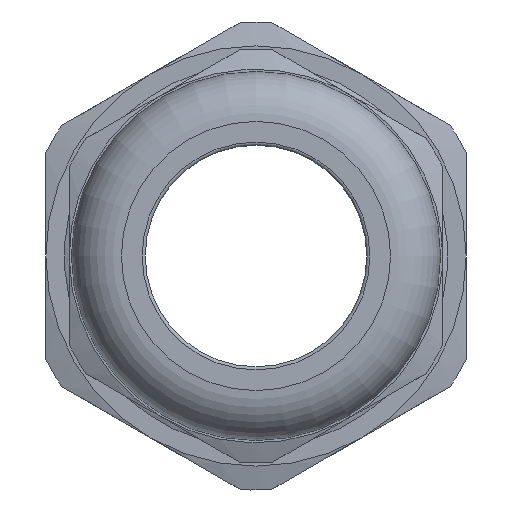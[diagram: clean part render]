
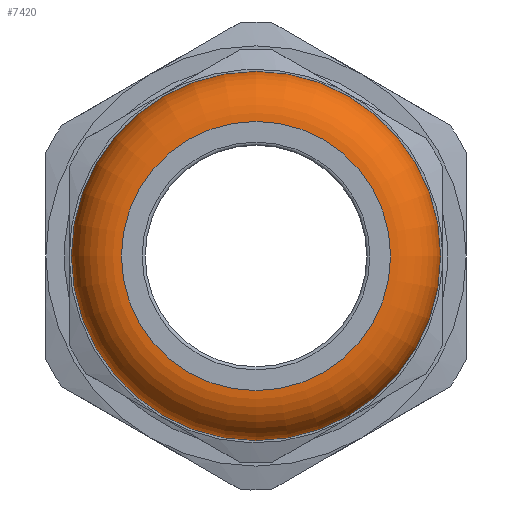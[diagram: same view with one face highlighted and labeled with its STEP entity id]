
A CAD part, left-side view. The second image highlights one B-rep face of the part: STEP entity #7420.
In plain terms, the highlighted toroidal (fillet/blend) face has major radius 8.645 mm and minor radius 3.21 mm.
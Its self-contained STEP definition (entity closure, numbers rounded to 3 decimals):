
#449=FACE_BOUND('',#1514,.T.);
#513=TOROIDAL_SURFACE('',#8451,8.645,3.21);
#1006=FACE_OUTER_BOUND('',#1513,.T.);
#1513=EDGE_LOOP('',(#6799));
#1514=EDGE_LOOP('',(#6800));
#2839=CIRCLE('',#8396,8.645);
#2867=CIRCLE('',#8452,11.855);
#3498=VERTEX_POINT('',#18374);
#3544=VERTEX_POINT('',#18566);
#4562=EDGE_CURVE('',#3498,#3498,#2839,.T.);
#4632=EDGE_CURVE('',#3544,#3544,#2867,.T.);
#6799=ORIENTED_EDGE('',*,*,#4632,.F.);
#6800=ORIENTED_EDGE('',*,*,#4562,.T.);
#7420=ADVANCED_FACE('',(#1006,#449),#513,.T.);
#8396=AXIS2_PLACEMENT_3D('',#18375,#10664,#10665);
#8451=AXIS2_PLACEMENT_3D('',#18565,#10792,#10793);
#8452=AXIS2_PLACEMENT_3D('',#18567,#10794,#10795);
#10664=DIRECTION('center_axis',(1.,0.,0.));
#10665=DIRECTION('ref_axis',(0.,0.,-1.));
#10792=DIRECTION('center_axis',(1.,0.,0.));
#10793=DIRECTION('ref_axis',(0.,0.,-1.));
#10794=DIRECTION('center_axis',(1.,0.,0.));
#10795=DIRECTION('ref_axis',(0.,0.,-1.));
#18374=CARTESIAN_POINT('',(-17.21,8.645,0.));
#18375=CARTESIAN_POINT('Origin',(-17.21,0.,0.));
#18565=CARTESIAN_POINT('Origin',(-14.,0.,0.));
#18566=CARTESIAN_POINT('',(-14.,11.855,0.));
#18567=CARTESIAN_POINT('Origin',(-14.,0.,0.));
